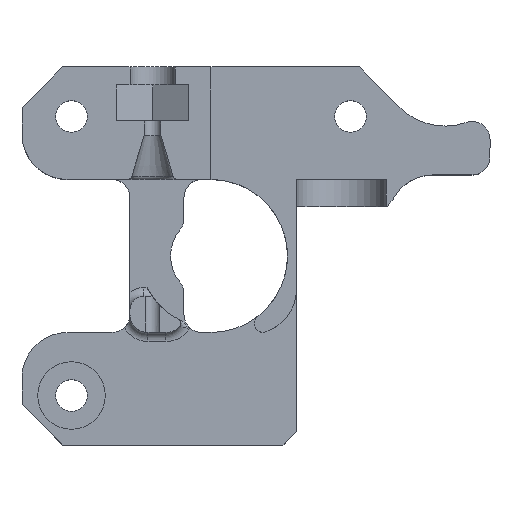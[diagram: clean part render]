
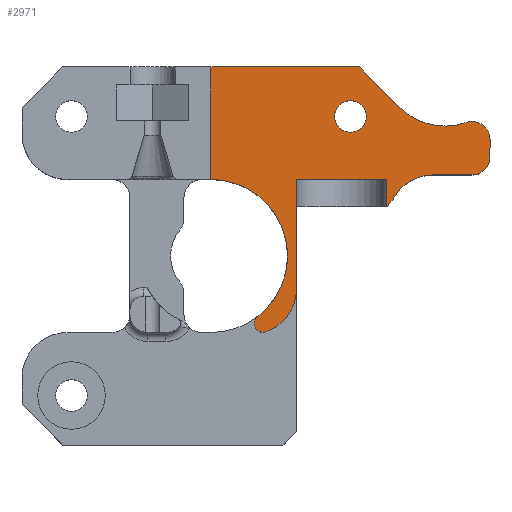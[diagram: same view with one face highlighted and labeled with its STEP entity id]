
A CAD part, top view. The second image highlights one B-rep face of the part: STEP entity #2971.
In plain terms, the highlighted planar face has unit normal (0, 0, 1).
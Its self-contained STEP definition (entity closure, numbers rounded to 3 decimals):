
#1201=CARTESIAN_POINT('',(-8.,21.,0.));
#1202=VERTEX_POINT('',#1201);
#1209=CARTESIAN_POINT('',(8.5,21.,0.));
#1210=VERTEX_POINT('',#1209);
#1211=CARTESIAN_POINT('',(8.5,21.,0.));
#1212=DIRECTION('',(-1.0,0.0,0.0));
#1213=VECTOR('',#1212,16.5);
#1214=LINE('',#1211,#1213);
#1215=EDGE_CURVE('',#1210,#1202,#1214,.T.);
#1455=CARTESIAN_POINT('',(23.,11.,0.));
#1456=VERTEX_POINT('',#1455);
#1463=CARTESIAN_POINT('',(21.,9.,0.));
#1464=VERTEX_POINT('',#1463);
#1465=CARTESIAN_POINT('',(21.,11.,0.));
#1466=DIRECTION('',(0.,0.,1.0));
#1467=DIRECTION('',(0.707,-0.707,0.));
#1468=AXIS2_PLACEMENT_3D('',#1465,#1466,#1467);
#1469=CIRCLE('',#1468,2.0);
#1470=EDGE_CURVE('',#1464,#1456,#1469,.T.);
#1487=CARTESIAN_POINT('',(16.66,9.,0.));
#1488=VERTEX_POINT('',#1487);
#1489=CARTESIAN_POINT('',(16.66,9.,0.));
#1490=DIRECTION('',(1.0,0.0,0.0));
#1491=VECTOR('',#1490,4.34);
#1492=LINE('',#1489,#1491);
#1493=EDGE_CURVE('',#1488,#1464,#1492,.T.);
#1842=CARTESIAN_POINT('',(23.,12.939,0.));
#1843=VERTEX_POINT('',#1842);
#1844=CARTESIAN_POINT('',(20.339,14.827,0.));
#1845=VERTEX_POINT('',#1844);
#1846=CARTESIAN_POINT('',(21.,12.939,0.));
#1847=DIRECTION('',(0.0,0.0,1.0));
#1848=DIRECTION('',(0.578,0.816,0.0));
#1849=AXIS2_PLACEMENT_3D('',#1846,#1847,#1848);
#1850=CIRCLE('',#1849,2.0);
#1851=EDGE_CURVE('',#1843,#1845,#1850,.T.);
#1876=CARTESIAN_POINT('',(13.,16.5,0.));
#1877=VERTEX_POINT('',#1876);
#1884=CARTESIAN_POINT('',(18.,21.5,0.));
#1885=DIRECTION('',(0.0,0.0,1.0));
#1886=DIRECTION('',(0.707,-0.707,0.0));
#1887=AXIS2_PLACEMENT_3D('',#1884,#1885,#1886);
#1888=CIRCLE('',#1887,7.071);
#1889=EDGE_CURVE('',#1877,#1845,#1888,.T.);
#1901=CARTESIAN_POINT('',(12.33,6.5,0.));
#1902=VERTEX_POINT('',#1901);
#1903=CARTESIAN_POINT('',(16.66,4.,0.));
#1904=DIRECTION('',(0.0,0.0,-1.0));
#1905=DIRECTION('',(-0.5,0.866,0.0));
#1906=AXIS2_PLACEMENT_3D('',#1903,#1904,#1905);
#1907=CIRCLE('',#1906,5.0);
#1908=EDGE_CURVE('',#1902,#1488,#1907,.T.);
#1925=CARTESIAN_POINT('',(12.,6.,0.));
#1926=VERTEX_POINT('',#1925);
#1927=CARTESIAN_POINT('',(8.,9.,0.));
#1928=DIRECTION('',(0.0,0.0,-1.0));
#1929=DIRECTION('',(-1.0,0.0,0.0));
#1930=AXIS2_PLACEMENT_3D('',#1927,#1928,#1929);
#1931=CIRCLE('',#1930,5.0);
#1932=EDGE_CURVE('',#1902,#1926,#1931,.T.);
#1952=CARTESIAN_POINT('',(23.,12.939,0.));
#1953=DIRECTION('',(0.0,-1.0,0.0));
#1954=VECTOR('',#1953,1.939);
#1955=LINE('',#1952,#1954);
#1956=EDGE_CURVE('',#1843,#1456,#1955,.T.);
#2713=CARTESIAN_POINT('',(-8.,8.5,0.));
#2714=VERTEX_POINT('',#2713);
#2778=CARTESIAN_POINT('',(11.5,5.5,0.));
#2779=VERTEX_POINT('',#2778);
#2780=CARTESIAN_POINT('',(11.5,8.5,0.));
#2781=VERTEX_POINT('',#2780);
#2782=CARTESIAN_POINT('',(11.5,5.5,0.));
#2783=DIRECTION('',(0.0,1.0,0.0));
#2784=VECTOR('',#2783,3.);
#2785=LINE('',#2782,#2784);
#2786=EDGE_CURVE('',#2779,#2781,#2785,.T.);
#2816=CARTESIAN_POINT('',(1.5,8.5,0.));
#2817=VERTEX_POINT('',#2816);
#2824=CARTESIAN_POINT('',(1.5,-3.68,0.));
#2825=VERTEX_POINT('',#2824);
#2826=CARTESIAN_POINT('',(1.5,-3.68,0.));
#2827=DIRECTION('',(0.0,1.0,0.0));
#2828=VECTOR('',#2827,12.18);
#2829=LINE('',#2826,#2828);
#2830=EDGE_CURVE('',#2825,#2817,#2829,.T.);
#2857=CARTESIAN_POINT('',(11.648,5.5,0.));
#2858=VERTEX_POINT('',#2857);
#2865=CARTESIAN_POINT('',(11.648,5.5,0.));
#2866=DIRECTION('',(-1.0,0.0,0.0));
#2867=VECTOR('',#2866,0.148);
#2868=LINE('',#2865,#2867);
#2869=EDGE_CURVE('',#2858,#2779,#2868,.T.);
#2880=CARTESIAN_POINT('',(-2.169,-8.5,0.));
#2881=VERTEX_POINT('',#2880);
#2882=CARTESIAN_POINT('',(-3.5,-3.68,0.));
#2883=DIRECTION('',(0.0,0.0,1.0));
#2884=DIRECTION('',(0.266,-0.964,0.0));
#2885=AXIS2_PLACEMENT_3D('',#2882,#2883,#2884);
#2886=CIRCLE('',#2885,5.0);
#2887=EDGE_CURVE('',#2881,#2825,#2886,.T.);
#2900=CARTESIAN_POINT('',(7.,8.55,0.));
#2901=DIRECTION('',(0.0,0.0,1.0));
#2902=DIRECTION('',(1.0,0.0,0.0));
#2903=AXIS2_PLACEMENT_3D('',#2900,#2901,#2902);
#2904=PLANE('',#2903);
#2905=ORIENTED_EDGE('',*,*,#1470,.T.);
#2906=ORIENTED_EDGE('',*,*,#1956,.F.);
#2907=ORIENTED_EDGE('',*,*,#1851,.T.);
#2908=ORIENTED_EDGE('',*,*,#1889,.F.);
#2909=CARTESIAN_POINT('',(13.,16.5,0.));
#2910=DIRECTION('',(-0.707,0.707,0.0));
#2911=VECTOR('',#2910,6.364);
#2912=LINE('',#2909,#2911);
#2913=EDGE_CURVE('',#1877,#1210,#2912,.T.);
#2914=ORIENTED_EDGE('',*,*,#2913,.T.);
#2915=ORIENTED_EDGE('',*,*,#1215,.T.);
#2916=CARTESIAN_POINT('',(-8.,8.5,0.));
#2917=DIRECTION('',(0.0,1.0,0.0));
#2918=VECTOR('',#2917,12.5);
#2919=LINE('',#2916,#2918);
#2920=EDGE_CURVE('',#2714,#1202,#2919,.T.);
#2921=ORIENTED_EDGE('',*,*,#2920,.F.);
#2922=CARTESIAN_POINT('',(-2.783,-6.711,0.));
#2923=VERTEX_POINT('',#2922);
#2924=CARTESIAN_POINT('',(-8.,0.,0.));
#2925=DIRECTION('',(0.0,0.0,-1.0));
#2926=DIRECTION('',(0.0,1.0,0.0));
#2927=AXIS2_PLACEMENT_3D('',#2924,#2925,#2926);
#2928=CIRCLE('',#2927,8.5);
#2929=EDGE_CURVE('',#2714,#2923,#2928,.T.);
#2930=ORIENTED_EDGE('',*,*,#2929,.T.);
#2931=CARTESIAN_POINT('',(-2.169,-7.5,0.));
#2932=DIRECTION('',(0.0,0.0,1.0));
#2933=DIRECTION('',(-0.946,-0.324,0.0));
#2934=AXIS2_PLACEMENT_3D('',#2931,#2932,#2933);
#2935=CIRCLE('',#2934,1.0);
#2936=EDGE_CURVE('',#2923,#2881,#2935,.T.);
#2937=ORIENTED_EDGE('',*,*,#2936,.T.);
#2938=ORIENTED_EDGE('',*,*,#2887,.T.);
#2939=ORIENTED_EDGE('',*,*,#2830,.T.);
#2940=CARTESIAN_POINT('',(1.5,8.5,0.));
#2941=DIRECTION('',(1.0,0.0,0.0));
#2942=VECTOR('',#2941,10.);
#2943=LINE('',#2940,#2942);
#2944=EDGE_CURVE('',#2817,#2781,#2943,.T.);
#2945=ORIENTED_EDGE('',*,*,#2944,.T.);
#2946=ORIENTED_EDGE('',*,*,#2786,.F.);
#2947=ORIENTED_EDGE('',*,*,#2869,.F.);
#2948=CARTESIAN_POINT('',(20.,0.,0.));
#2949=DIRECTION('',(0.0,0.0,1.0));
#2950=DIRECTION('',(-0.9,0.436,0.0));
#2951=AXIS2_PLACEMENT_3D('',#2948,#2949,#2950);
#2952=CIRCLE('',#2951,10.0);
#2953=EDGE_CURVE('',#1926,#2858,#2952,.T.);
#2954=ORIENTED_EDGE('',*,*,#2953,.F.);
#2955=ORIENTED_EDGE('',*,*,#1932,.F.);
#2956=ORIENTED_EDGE('',*,*,#1908,.T.);
#2957=ORIENTED_EDGE('',*,*,#1493,.T.);
#2958=EDGE_LOOP('',(#2905,#2906,#2907,#2908,#2914,#2915,#2921,#2930,#2937,#2938,#2939,#2945,#2946,#2947,#2954,#2955,#2956,#2957));
#2959=FACE_OUTER_BOUND('',#2958,.T.);
#2960=CARTESIAN_POINT('',(9.25,15.5,0.));
#2961=VERTEX_POINT('',#2960);
#2962=CARTESIAN_POINT('',(7.5,15.5,0.));
#2963=DIRECTION('',(0.0,0.0,1.0));
#2964=DIRECTION('',(-1.0,0.0,0.0));
#2965=AXIS2_PLACEMENT_3D('',#2962,#2963,#2964);
#2966=CIRCLE('',#2965,1.75);
#2967=EDGE_CURVE('',#2961,#2961,#2966,.T.);
#2968=ORIENTED_EDGE('',*,*,#2967,.F.);
#2969=EDGE_LOOP('',(#2968));
#2970=FACE_BOUND('',#2969,.T.);
#2971=ADVANCED_FACE('',(#2959,#2970),#2904,.T.);
